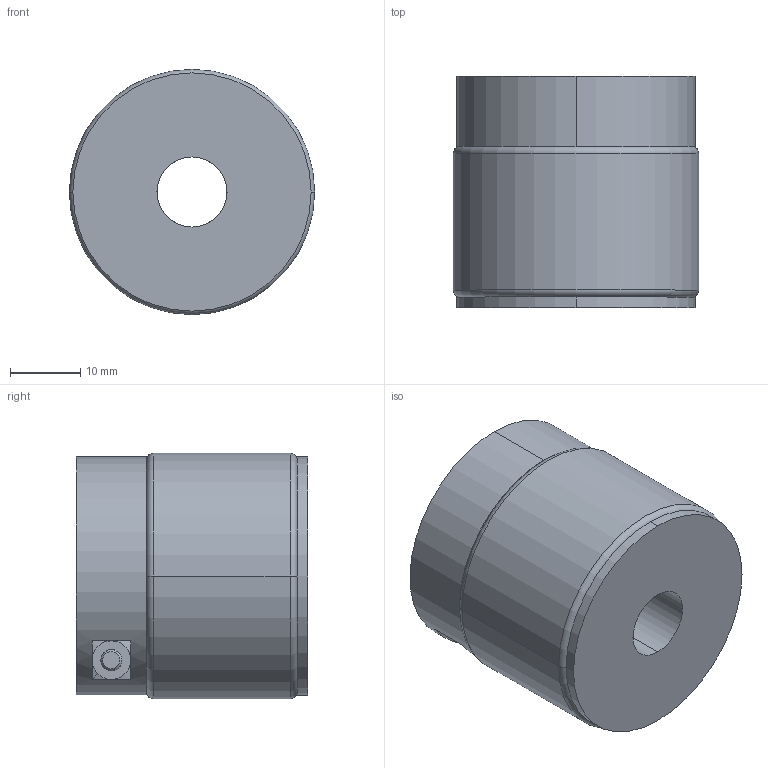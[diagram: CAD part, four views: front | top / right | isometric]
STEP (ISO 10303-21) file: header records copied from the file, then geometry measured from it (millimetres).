
FILE_DESCRIPTION (( 'STEP AP203' ), '1' );
FILE_NAME ('MAG-PM3521C-P10-ID10.STEP', '2020-06-18T02:27:41', ( '' ), ( '' ), 'SwSTEP 2.0', 'SolidWorks 2019', '' );
FILE_SCHEMA (( 'CONFIG_CONTROL_DESIGN' ));
Length unit declared in the file: millimetre
Products named in the file (7): square nut_jis_JIS B 1163 M3 --C; MAG-3521-磁圈; MAG-PM3521C-P10-ID10; MAG-RSC-OD34-ID15-L10-M3 束緊環; MAG-BSC-OD34-ID10-L33 磁性環襯套; hexagon socket head cap screw_jis_JIS B 1176 M3 x 12 (12) --C
Assembly tree (6 placements, depth 3):
  MAG-PM3521C-P10-ID10
    MAG-BSC-OD34-ID10-L33 磁性環襯套
    MAG-3521-磁圈
    MAG-RSC-OD34-ID15-L10-M3 束緊環
      MAG-RSC-OD34-ID15-L10-M3 束緊環
      hexagon socket head cap screw_jis_JIS B 1176 M3 x 12 (12) --C
      square nut_jis_JIS B 1163 M3 --C
Bounding box: 35 x 33 x 35 mm (x, y, z)
Volume: 27622.6 mm3; surface area: 13803.2 mm2
Topology: 5 solids, 5 shells, 115 faces, 272 edges, 170 vertices
Faces by surface type: plane 53, cylinder 39, cone 13, torus 10
Entity records: 4152 total; most frequent: CARTESIAN_POINT 683, DIRECTION 619, ORIENTED_EDGE 540, EDGE_CURVE 270, AXIS2_PLACEMENT_3D 238, VERTEX_POINT 170, VECTOR 143, LINE 143
